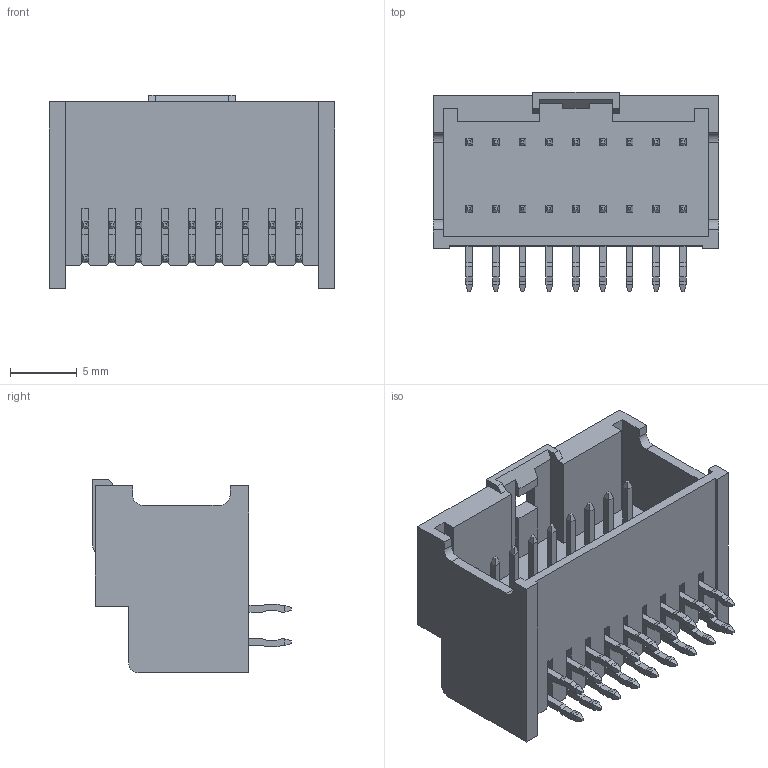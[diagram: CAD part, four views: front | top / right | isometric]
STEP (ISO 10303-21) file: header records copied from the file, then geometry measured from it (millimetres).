
FILE_DESCRIPTION( ( 'Unknown' ), '1' );
FILE_NAME( '62401821722.stp', 'Unknown', ( 'Unknown' ), ( 'Unknown' ), 'PSStep 17.0.49', 'Unknown', ' ' );
FILE_SCHEMA( ( 'AUTOMOTIVE_DESIGN { 1 0 10303 214 1 1 1 1 }' ) );
Length unit declared in the file: millimetre
Products named in the file (4): Assem1; 6240xx21722_PIN; 6240xx21722_PIN_LONGUE; 62401821722
Assembly tree (19 placements, depth 2):
  Assem1
    6240xx21722_PIN  x9
    6240xx21722_PIN_LONGUE  x9
    62401821722
Bounding box: 21.4 x 14.9 x 14.5 mm (x, y, z)
Volume: 1182.6 mm3; surface area: 2909.9 mm2
Topology: 19 solids, 19 shells, 838 faces, 2237 edges, 1418 vertices
Faces by surface type: plane 796, cylinder 42
Entity records: 17071 total; most frequent: CARTESIAN_POINT 2433, ORIENTED_EDGE 2426, DIRECTION 2117, EDGE_CURVE 1213, LINE 1193, VECTOR 1193, VERTEX_POINT 778, AXIS2_PLACEMENT_3D 462
